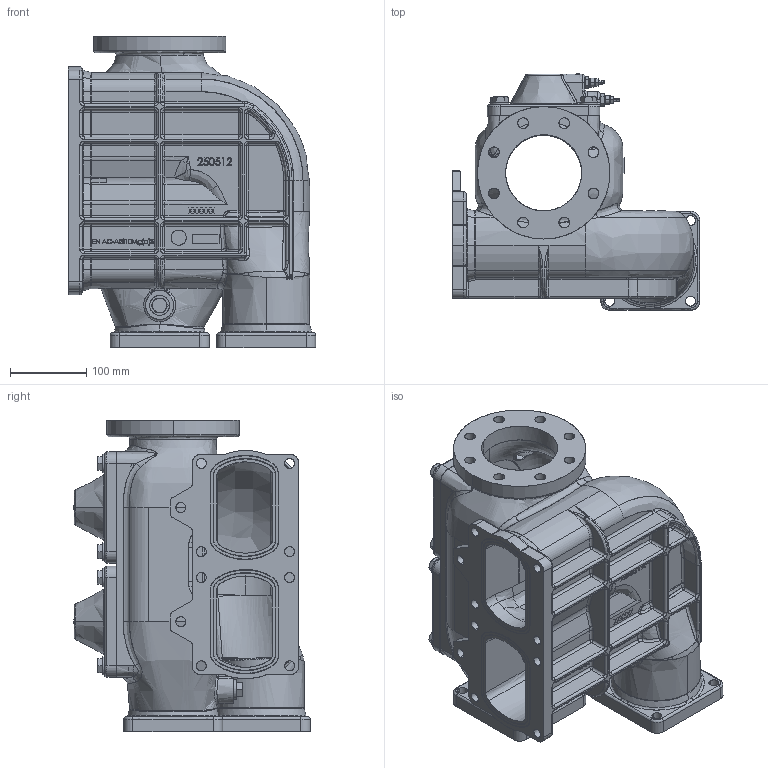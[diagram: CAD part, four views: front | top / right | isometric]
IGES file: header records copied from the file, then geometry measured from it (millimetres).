
Start section: SolidWorks IGES file using analytic representation for surfaces
Global section: file name: VZK2EN100N.IGS; native system: SolidWorks 2010; preprocessor: SolidWorks 2010; author: LarsenR; date: 120725.140425; units: millimetre
Bounding box: 325 x 310.5 x 410 mm (x, y, z)
Surface area: 927802.4 mm2 (no closed solid volume)
Topology: 0 solids, 0 shells, 1905 faces, 32356 edges, 32293 vertices
Faces by surface type: bspline 1186, revolution 719
